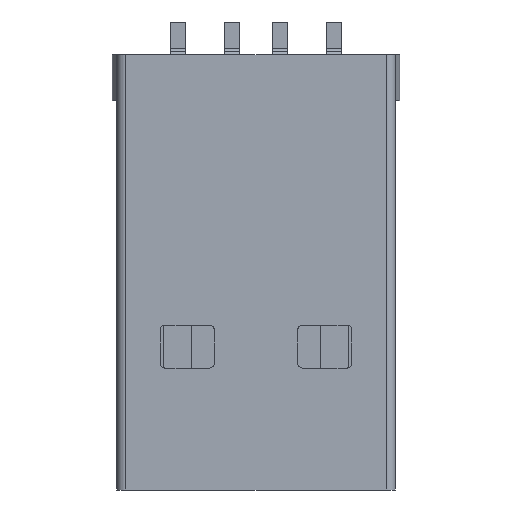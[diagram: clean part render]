
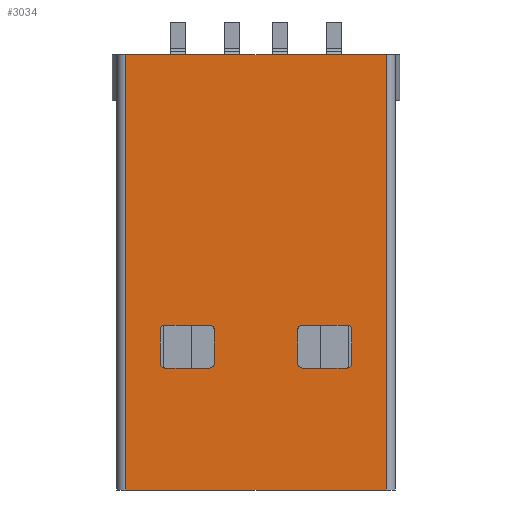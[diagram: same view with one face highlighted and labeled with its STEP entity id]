
A CAD part, front view. The second image highlights one B-rep face of the part: STEP entity #3034.
In plain terms, the highlighted planar face has unit normal (0, -1, 0).
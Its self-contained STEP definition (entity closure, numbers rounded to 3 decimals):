
#23=FACE_BOUND('',#486,.T.);
#24=FACE_BOUND('',#487,.T.);
#166=PLANE('',#3304);
#322=FACE_OUTER_BOUND('',#485,.T.);
#485=EDGE_LOOP('',(#2815,#2816,#2817,#2818));
#486=EDGE_LOOP('',(#2819,#2820,#2821,#2822,#2823,#2824,#2825,#2826));
#487=EDGE_LOOP('',(#2827,#2828,#2829,#2830,#2831,#2832,#2833,#2834));
#718=LINE('',#4753,#1049);
#776=LINE('',#4943,#1107);
#783=LINE('',#4959,#1114);
#788=LINE('',#4972,#1119);
#791=LINE('',#4980,#1122);
#799=LINE('',#4999,#1130);
#806=LINE('',#5015,#1137);
#809=LINE('',#5024,#1140);
#812=LINE('',#5031,#1143);
#814=LINE('',#5040,#1145);
#816=LINE('',#5046,#1147);
#817=LINE('',#5048,#1148);
#1049=VECTOR('',#3823,10.);
#1107=VECTOR('',#3997,10.);
#1114=VECTOR('',#4018,10.);
#1119=VECTOR('',#4035,10.);
#1122=VECTOR('',#4044,10.);
#1130=VECTOR('',#4068,10.);
#1137=VECTOR('',#4089,10.);
#1140=VECTOR('',#4100,10.);
#1143=VECTOR('',#4109,10.);
#1145=VECTOR('',#4123,10.);
#1147=VECTOR('',#4129,10.);
#1148=VECTOR('',#4132,10.);
#1234=CIRCLE('',#3259,0.2);
#1235=CIRCLE('',#3266,0.2);
#1236=CIRCLE('',#3270,0.2);
#1237=CIRCLE('',#3273,0.2);
#1238=CIRCLE('',#3276,0.2);
#1239=CIRCLE('',#3283,0.2);
#1240=CIRCLE('',#3289,0.2);
#1241=CIRCLE('',#3292,0.2);
#1443=VERTEX_POINT('',#4750);
#1444=VERTEX_POINT('',#4752);
#1517=VERTEX_POINT('',#4940);
#1518=VERTEX_POINT('',#4942);
#1519=VERTEX_POINT('',#4950);
#1520=VERTEX_POINT('',#4958);
#1521=VERTEX_POINT('',#4966);
#1522=VERTEX_POINT('',#4971);
#1523=VERTEX_POINT('',#4975);
#1524=VERTEX_POINT('',#4979);
#1525=VERTEX_POINT('',#4988);
#1526=VERTEX_POINT('',#4990);
#1527=VERTEX_POINT('',#4998);
#1528=VERTEX_POINT('',#5006);
#1529=VERTEX_POINT('',#5014);
#1530=VERTEX_POINT('',#5019);
#1531=VERTEX_POINT('',#5023);
#1532=VERTEX_POINT('',#5027);
#1533=VERTEX_POINT('',#5038);
#1535=VERTEX_POINT('',#5044);
#1820=EDGE_CURVE('',#1443,#1444,#718,.T.);
#1916=EDGE_CURVE('',#1518,#1517,#776,.T.);
#1920=EDGE_CURVE('',#1519,#1518,#1234,.T.);
#1924=EDGE_CURVE('',#1520,#1519,#783,.T.);
#1928=EDGE_CURVE('',#1521,#1520,#1235,.T.);
#1930=EDGE_CURVE('',#1522,#1521,#788,.T.);
#1932=EDGE_CURVE('',#1523,#1522,#1236,.T.);
#1934=EDGE_CURVE('',#1524,#1523,#791,.T.);
#1936=EDGE_CURVE('',#1517,#1524,#1237,.T.);
#1940=EDGE_CURVE('',#1526,#1525,#1238,.T.);
#1944=EDGE_CURVE('',#1527,#1526,#799,.T.);
#1948=EDGE_CURVE('',#1528,#1527,#1239,.T.);
#1952=EDGE_CURVE('',#1529,#1528,#806,.T.);
#1954=EDGE_CURVE('',#1530,#1529,#1240,.T.);
#1956=EDGE_CURVE('',#1531,#1530,#809,.T.);
#1958=EDGE_CURVE('',#1532,#1531,#1241,.T.);
#1960=EDGE_CURVE('',#1525,#1532,#812,.T.);
#1963=EDGE_CURVE('',#1533,#1443,#814,.T.);
#1966=EDGE_CURVE('',#1533,#1535,#816,.T.);
#1967=EDGE_CURVE('',#1444,#1535,#817,.T.);
#2815=ORIENTED_EDGE('',*,*,#1963,.F.);
#2816=ORIENTED_EDGE('',*,*,#1966,.T.);
#2817=ORIENTED_EDGE('',*,*,#1967,.F.);
#2818=ORIENTED_EDGE('',*,*,#1820,.F.);
#2819=ORIENTED_EDGE('',*,*,#1930,.T.);
#2820=ORIENTED_EDGE('',*,*,#1928,.T.);
#2821=ORIENTED_EDGE('',*,*,#1924,.T.);
#2822=ORIENTED_EDGE('',*,*,#1920,.T.);
#2823=ORIENTED_EDGE('',*,*,#1916,.T.);
#2824=ORIENTED_EDGE('',*,*,#1936,.T.);
#2825=ORIENTED_EDGE('',*,*,#1934,.T.);
#2826=ORIENTED_EDGE('',*,*,#1932,.T.);
#2827=ORIENTED_EDGE('',*,*,#1954,.T.);
#2828=ORIENTED_EDGE('',*,*,#1952,.T.);
#2829=ORIENTED_EDGE('',*,*,#1948,.T.);
#2830=ORIENTED_EDGE('',*,*,#1944,.T.);
#2831=ORIENTED_EDGE('',*,*,#1940,.T.);
#2832=ORIENTED_EDGE('',*,*,#1960,.T.);
#2833=ORIENTED_EDGE('',*,*,#1958,.T.);
#2834=ORIENTED_EDGE('',*,*,#1956,.T.);
#3034=ADVANCED_FACE('',(#322,#23,#24),#166,.T.);
#3259=AXIS2_PLACEMENT_3D('',#4951,#4007,#4008);
#3266=AXIS2_PLACEMENT_3D('',#4967,#4028,#4029);
#3270=AXIS2_PLACEMENT_3D('',#4976,#4039,#4040);
#3273=AXIS2_PLACEMENT_3D('',#4983,#4048,#4049);
#3276=AXIS2_PLACEMENT_3D('',#4991,#4057,#4058);
#3283=AXIS2_PLACEMENT_3D('',#5007,#4078,#4079);
#3289=AXIS2_PLACEMENT_3D('',#5020,#4095,#4096);
#3292=AXIS2_PLACEMENT_3D('',#5028,#4104,#4105);
#3304=AXIS2_PLACEMENT_3D('',#5051,#4136,#4137);
#3823=DIRECTION('',(1.,0.,0.));
#3997=DIRECTION('',(0.,0.,1.));
#4007=DIRECTION('center_axis',(0.,1.,0.));
#4008=DIRECTION('ref_axis',(-1.,0.,0.));
#4018=DIRECTION('',(-1.,0.,0.));
#4028=DIRECTION('center_axis',(0.,1.,0.));
#4029=DIRECTION('ref_axis',(0.,0.,-1.));
#4035=DIRECTION('',(0.,0.,-1.));
#4039=DIRECTION('center_axis',(0.,1.,0.));
#4040=DIRECTION('ref_axis',(1.,0.,0.));
#4044=DIRECTION('',(1.,0.,0.));
#4048=DIRECTION('center_axis',(0.,1.,0.));
#4049=DIRECTION('ref_axis',(0.,0.,1.));
#4057=DIRECTION('center_axis',(0.,1.,0.));
#4058=DIRECTION('ref_axis',(1.,0.,0.));
#4068=DIRECTION('',(1.,0.,0.));
#4078=DIRECTION('center_axis',(0.,1.,0.));
#4079=DIRECTION('ref_axis',(0.,0.,1.));
#4089=DIRECTION('',(0.,0.,1.));
#4095=DIRECTION('center_axis',(0.,1.,0.));
#4096=DIRECTION('ref_axis',(-1.,0.,0.));
#4100=DIRECTION('',(-1.,0.,0.));
#4104=DIRECTION('center_axis',(0.,1.,0.));
#4105=DIRECTION('ref_axis',(0.,0.,-1.));
#4109=DIRECTION('',(0.,0.,-1.));
#4123=DIRECTION('',(0.,0.,1.));
#4129=DIRECTION('',(1.,0.,0.));
#4132=DIRECTION('',(0.,0.,-1.));
#4136=DIRECTION('center_axis',(0.,-1.,0.));
#4137=DIRECTION('ref_axis',(1.,0.,0.));
#4750=CARTESIAN_POINT('',(-5.6,-2.25,18.75));
#4752=CARTESIAN_POINT('',(5.6,-2.25,18.75));
#4753=CARTESIAN_POINT('',(-6.,-2.25,18.75));
#4940=CARTESIAN_POINT('',(1.8,-2.25,6.9));
#4942=CARTESIAN_POINT('',(1.8,-2.25,5.45));
#4943=CARTESIAN_POINT('',(1.8,-2.25,2.725));
#4950=CARTESIAN_POINT('',(2.,-2.25,5.25));
#4951=CARTESIAN_POINT('Origin',(2.,-2.25,5.45));
#4958=CARTESIAN_POINT('',(3.925,-2.25,5.25));
#4959=CARTESIAN_POINT('',(-1.038,-2.25,5.25));
#4966=CARTESIAN_POINT('',(4.125,-2.25,5.45));
#4967=CARTESIAN_POINT('Origin',(3.925,-2.25,5.45));
#4971=CARTESIAN_POINT('',(4.125,-2.25,6.9));
#4972=CARTESIAN_POINT('',(4.125,-2.25,3.45));
#4975=CARTESIAN_POINT('',(3.925,-2.25,7.1));
#4976=CARTESIAN_POINT('Origin',(3.925,-2.25,6.9));
#4979=CARTESIAN_POINT('',(2.,-2.25,7.1));
#4980=CARTESIAN_POINT('',(-2.,-2.25,7.1));
#4983=CARTESIAN_POINT('Origin',(2.,-2.25,6.9));
#4988=CARTESIAN_POINT('',(-1.8,-2.25,6.9));
#4990=CARTESIAN_POINT('',(-2.,-2.25,7.1));
#4991=CARTESIAN_POINT('Origin',(-2.,-2.25,6.9));
#4998=CARTESIAN_POINT('',(-3.925,-2.25,7.1));
#4999=CARTESIAN_POINT('',(-4.963,-2.25,7.1));
#5006=CARTESIAN_POINT('',(-4.125,-2.25,6.9));
#5007=CARTESIAN_POINT('Origin',(-3.925,-2.25,6.9));
#5014=CARTESIAN_POINT('',(-4.125,-2.25,5.45));
#5015=CARTESIAN_POINT('',(-4.125,-2.25,2.725));
#5019=CARTESIAN_POINT('',(-3.925,-2.25,5.25));
#5020=CARTESIAN_POINT('Origin',(-3.925,-2.25,5.45));
#5023=CARTESIAN_POINT('',(-2.,-2.25,5.25));
#5024=CARTESIAN_POINT('',(-4.,-2.25,5.25));
#5027=CARTESIAN_POINT('',(-1.8,-2.25,5.45));
#5028=CARTESIAN_POINT('Origin',(-2.,-2.25,5.45));
#5031=CARTESIAN_POINT('',(-1.8,-2.25,3.45));
#5038=CARTESIAN_POINT('',(-5.6,-2.25,0.));
#5040=CARTESIAN_POINT('',(-5.6,-2.25,0.));
#5044=CARTESIAN_POINT('',(5.6,-2.25,0.));
#5046=CARTESIAN_POINT('',(-6.,-2.25,0.));
#5048=CARTESIAN_POINT('',(5.6,-2.25,0.));
#5051=CARTESIAN_POINT('Origin',(-6.,-2.25,0.));
